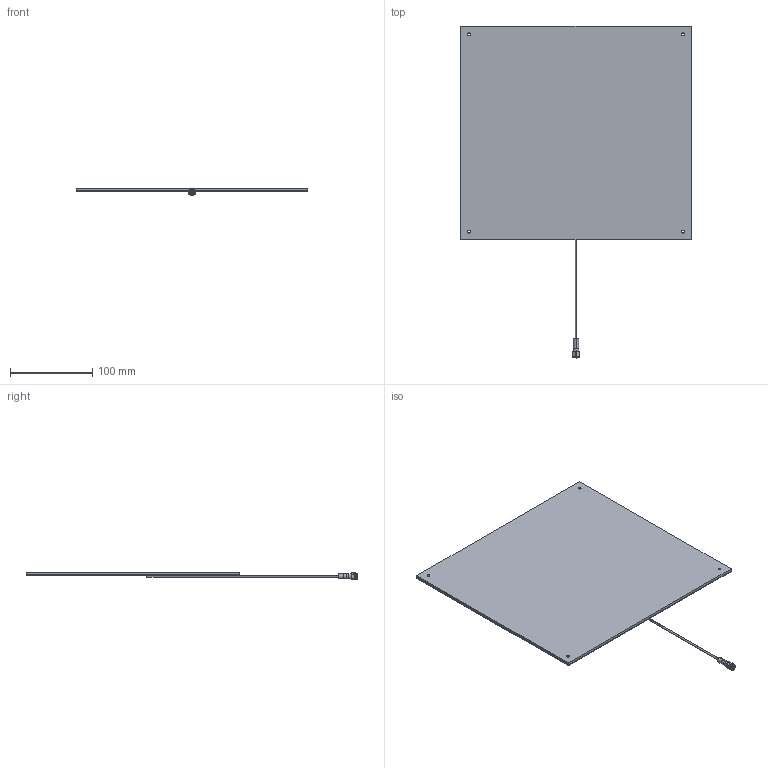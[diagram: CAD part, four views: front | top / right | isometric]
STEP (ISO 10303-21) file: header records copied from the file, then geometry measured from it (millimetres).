
FILE_DESCRIPTION (( 'STEP AP214' ), '1' );
FILE_NAME ('FMANFP1057_3D.step', '2023-02-01T18:15:36', ( '' ), ( '' ), 'SwSTEP 2.0', 'SolidWorks 2022', '' );
FILE_SCHEMA (( 'AUTOMOTIVE_DESIGN' ));
Length unit declared in the file: millimetre
Products named in the file (3): FMANFP1057_3D; LCCN3072; FMANFP1057_Base Model
Assembly tree (2 placements, depth 2):
  FMANFP1057_3D
    FMANFP1057_Base Model
    LCCN3072
Bounding box: 280 x 403.38 x 9.7 mm (x, y, z)
Volume: 292563.1 mm3; surface area: 298594.6 mm2
Topology: 5 solids, 5 shells, 140 faces, 345 edges, 224 vertices
Faces by surface type: cylinder 67, plane 49, cone 19, bspline 5
Entity records: 6583 total; most frequent: CARTESIAN_POINT 3187, ORIENTED_EDGE 690, DIRECTION 663, EDGE_CURVE 345, AXIS2_PLACEMENT_3D 264, VERTEX_POINT 224, EDGE_LOOP 167, ADVANCED_FACE 140
